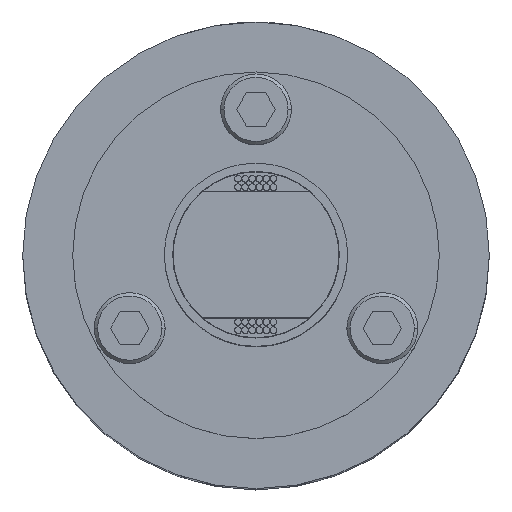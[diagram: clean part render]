
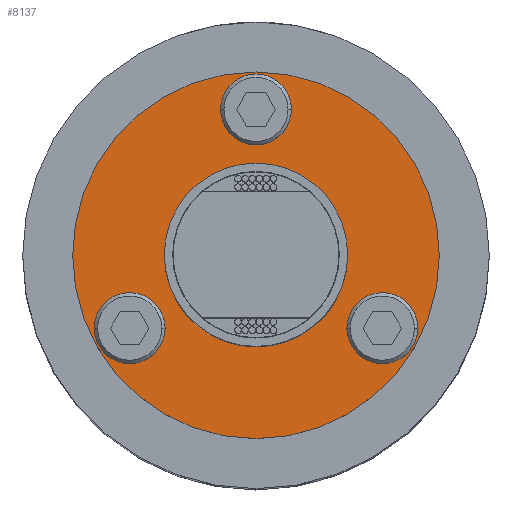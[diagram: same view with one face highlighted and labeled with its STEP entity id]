
A CAD part, top view. The second image highlights one B-rep face of the part: STEP entity #8137.
In plain terms, the highlighted planar face has unit normal (0, 0, 1).
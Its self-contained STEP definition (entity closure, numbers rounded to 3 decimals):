
#26 = EDGE_LOOP ( 'NONE', ( #7965, #3060 ) ) ;
#537 = EDGE_CURVE ( 'NONE', #3161, #1956, #1368, .T. ) ;
#539 = ORIENTED_EDGE ( 'NONE', *, *, #2307, .F. ) ;
#568 = FACE_OUTER_BOUND ( 'NONE', #26, .T. ) ;
#584 = DIRECTION ( 'NONE',  ( 0., 0., 1. ) ) ;
#742 = VERTEX_POINT ( 'NONE', #3170 ) ;
#1013 = CIRCLE ( 'NONE', #2332, 4.25 ) ;
#1038 = CARTESIAN_POINT ( 'NONE',  ( 0., 0., 94.4 ) ) ;
#1131 = CARTESIAN_POINT ( 'NONE',  ( -22., 0., 94.4 ) ) ;
#1195 = CIRCLE ( 'NONE', #6402, 4.25 ) ;
#1368 = CIRCLE ( 'NONE', #2408, 4.25 ) ;
#1458 = AXIS2_PLACEMENT_3D ( 'NONE', #3247, #8469, #4558 ) ;
#1677 = CARTESIAN_POINT ( 'NONE',  ( 10.905, -8.75, 94.4 ) ) ;
#1724 = DIRECTION ( 'NONE',  ( 1., 0., 0. ) ) ;
#1775 = AXIS2_PLACEMENT_3D ( 'NONE', #5793, #1848, #6447 ) ;
#1848 = DIRECTION ( 'NONE',  ( 0., 0., -1. ) ) ;
#1915 = PLANE ( 'NONE',  #1458 ) ;
#1956 = VERTEX_POINT ( 'NONE', #1677 ) ;
#2057 = DIRECTION ( 'NONE',  ( 0., 0., 1. ) ) ;
#2159 = FACE_BOUND ( 'NONE', #2421, .T. ) ;
#2269 = CARTESIAN_POINT ( 'NONE',  ( 0., 0., 94.4 ) ) ;
#2307 = EDGE_CURVE ( 'NONE', #5975, #5926, #1195, .T. ) ;
#2332 = AXIS2_PLACEMENT_3D ( 'NONE', #7297, #3391, #7956 ) ;
#2408 = AXIS2_PLACEMENT_3D ( 'NONE', #6754, #6725, #6682 ) ;
#2421 = EDGE_LOOP ( 'NONE', ( #539, #7558 ) ) ;
#2568 = CARTESIAN_POINT ( 'NONE',  ( -4.25, 17.5, 94.4 ) ) ;
#2654 = CIRCLE ( 'NONE', #3842, 4.25 ) ;
#2832 = DIRECTION ( 'NONE',  ( 0., 0., 1. ) ) ;
#2942 = DIRECTION ( 'NONE',  ( 1., 0., 0. ) ) ;
#2943 = EDGE_LOOP ( 'NONE', ( #5617, #4278 ) ) ;
#3023 = EDGE_CURVE ( 'NONE', #4022, #6505, #5536, .T. ) ;
#3048 = ORIENTED_EDGE ( 'NONE', *, *, #6438, .F. ) ;
#3060 = ORIENTED_EDGE ( 'NONE', *, *, #4909, .T. ) ;
#3094 = EDGE_CURVE ( 'NONE', #6505, #4022, #6660, .T. ) ;
#3161 = VERTEX_POINT ( 'NONE', #5850 ) ;
#3170 = CARTESIAN_POINT ( 'NONE',  ( 4.25, 17.5, 94.4 ) ) ;
#3247 = CARTESIAN_POINT ( 'NONE',  ( 0., 0., 94.4 ) ) ;
#3277 = CARTESIAN_POINT ( 'NONE',  ( 0., 17.5, 94.4 ) ) ;
#3391 = DIRECTION ( 'NONE',  ( 0., 0., 1. ) ) ;
#3468 = ORIENTED_EDGE ( 'NONE', *, *, #5749, .F. ) ;
#3478 = CARTESIAN_POINT ( 'NONE',  ( 0., 0., 94.4 ) ) ;
#3842 = AXIS2_PLACEMENT_3D ( 'NONE', #3277, #7836, #3941 ) ;
#3929 = FACE_BOUND ( 'NONE', #6230, .T. ) ;
#3941 = DIRECTION ( 'NONE',  ( 1., 0., 0. ) ) ;
#4022 = VERTEX_POINT ( 'NONE', #8070 ) ;
#4123 = FACE_BOUND ( 'NONE', #2943, .T. ) ;
#4138 = DIRECTION ( 'NONE',  ( 1., 0., 0. ) ) ;
#4278 = ORIENTED_EDGE ( 'NONE', *, *, #3023, .T. ) ;
#4303 = EDGE_CURVE ( 'NONE', #742, #6938, #2654, .T. ) ;
#4404 = VERTEX_POINT ( 'NONE', #4864 ) ;
#4558 = DIRECTION ( 'NONE',  ( 1., 0., 0. ) ) ;
#4567 = CARTESIAN_POINT ( 'NONE',  ( 0., 17.5, 94.4 ) ) ;
#4655 = AXIS2_PLACEMENT_3D ( 'NONE', #2269, #6867, #2942 ) ;
#4864 = CARTESIAN_POINT ( 'NONE',  ( 22., 0., 94.4 ) ) ;
#4909 = EDGE_CURVE ( 'NONE', #4404, #7483, #5727, .T. ) ;
#5230 = DIRECTION ( 'NONE',  ( 1., 0., 0. ) ) ;
#5382 = AXIS2_PLACEMENT_3D ( 'NONE', #5992, #2057, #6650 ) ;
#5536 = CIRCLE ( 'NONE', #7210, 11. ) ;
#5617 = ORIENTED_EDGE ( 'NONE', *, *, #3094, .T. ) ;
#5665 = FACE_BOUND ( 'NONE', #6648, .T. ) ;
#5682 = DIRECTION ( 'NONE',  ( 0., 0., -1. ) ) ;
#5727 = CIRCLE ( 'NONE', #4655, 22. ) ;
#5749 = EDGE_CURVE ( 'NONE', #6938, #742, #8042, .T. ) ;
#5786 = AXIS2_PLACEMENT_3D ( 'NONE', #3478, #8043, #4138 ) ;
#5793 = CARTESIAN_POINT ( 'NONE',  ( 0., 0., 94.4 ) ) ;
#5850 = CARTESIAN_POINT ( 'NONE',  ( 19.405, -8.75, 94.4 ) ) ;
#5926 = VERTEX_POINT ( 'NONE', #7365 ) ;
#5975 = VERTEX_POINT ( 'NONE', #6094 ) ;
#5992 = CARTESIAN_POINT ( 'NONE',  ( -15.155, -8.75, 94.4 ) ) ;
#6094 = CARTESIAN_POINT ( 'NONE',  ( -19.405, -8.75, 94.4 ) ) ;
#6230 = EDGE_LOOP ( 'NONE', ( #3048, #8468 ) ) ;
#6402 = AXIS2_PLACEMENT_3D ( 'NONE', #6758, #2832, #7520 ) ;
#6438 = EDGE_CURVE ( 'NONE', #1956, #3161, #1013, .T. ) ;
#6447 = DIRECTION ( 'NONE',  ( 1., 0., 0. ) ) ;
#6505 = VERTEX_POINT ( 'NONE', #6707 ) ;
#6648 = EDGE_LOOP ( 'NONE', ( #3468, #7146 ) ) ;
#6650 = DIRECTION ( 'NONE',  ( -0.5, 0.866, 0. ) ) ;
#6660 = CIRCLE ( 'NONE', #1775, 11. ) ;
#6682 = DIRECTION ( 'NONE',  ( -0.5, -0.866, 0. ) ) ;
#6707 = CARTESIAN_POINT ( 'NONE',  ( -11., 0., 94.4 ) ) ;
#6725 = DIRECTION ( 'NONE',  ( 0., 0., 1. ) ) ;
#6754 = CARTESIAN_POINT ( 'NONE',  ( 15.155, -8.75, 94.4 ) ) ;
#6758 = CARTESIAN_POINT ( 'NONE',  ( -15.155, -8.75, 94.4 ) ) ;
#6790 = AXIS2_PLACEMENT_3D ( 'NONE', #4567, #584, #5230 ) ;
#6867 = DIRECTION ( 'NONE',  ( 0., 0., 1. ) ) ;
#6938 = VERTEX_POINT ( 'NONE', #2568 ) ;
#7103 = EDGE_CURVE ( 'NONE', #5926, #5975, #7293, .T. ) ;
#7146 = ORIENTED_EDGE ( 'NONE', *, *, #4303, .F. ) ;
#7210 = AXIS2_PLACEMENT_3D ( 'NONE', #1038, #5682, #1724 ) ;
#7293 = CIRCLE ( 'NONE', #5382, 4.25 ) ;
#7297 = CARTESIAN_POINT ( 'NONE',  ( 15.155, -8.75, 94.4 ) ) ;
#7365 = CARTESIAN_POINT ( 'NONE',  ( -10.905, -8.75, 94.4 ) ) ;
#7483 = VERTEX_POINT ( 'NONE', #1131 ) ;
#7520 = DIRECTION ( 'NONE',  ( -0.5, 0.866, 0. ) ) ;
#7558 = ORIENTED_EDGE ( 'NONE', *, *, #7103, .F. ) ;
#7809 = EDGE_CURVE ( 'NONE', #7483, #4404, #8105, .T. ) ;
#7836 = DIRECTION ( 'NONE',  ( 0., 0., 1. ) ) ;
#7956 = DIRECTION ( 'NONE',  ( -0.5, -0.866, 0. ) ) ;
#7965 = ORIENTED_EDGE ( 'NONE', *, *, #7809, .T. ) ;
#8042 = CIRCLE ( 'NONE', #6790, 4.25 ) ;
#8043 = DIRECTION ( 'NONE',  ( 0., 0., 1. ) ) ;
#8070 = CARTESIAN_POINT ( 'NONE',  ( 11., 0., 94.4 ) ) ;
#8105 = CIRCLE ( 'NONE', #5786, 22. ) ;
#8137 = ADVANCED_FACE ( 'NONE', ( #3929, #4123, #568, #5665, #2159 ), #1915, .T. ) ;
#8468 = ORIENTED_EDGE ( 'NONE', *, *, #537, .F. ) ;
#8469 = DIRECTION ( 'NONE',  ( 0., 0., 1. ) ) ;
